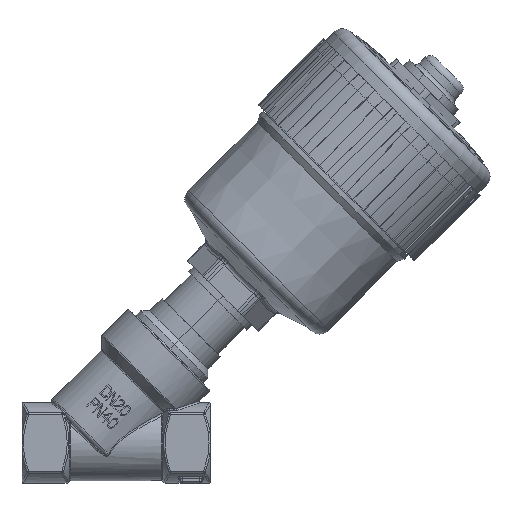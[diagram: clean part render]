
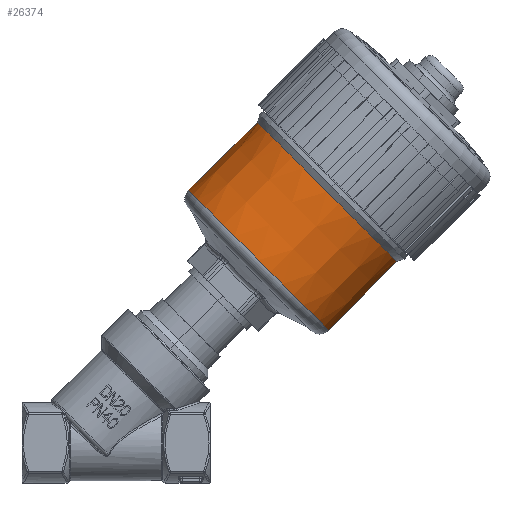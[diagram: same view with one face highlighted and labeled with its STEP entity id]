
A CAD part, top view. The second image highlights one B-rep face of the part: STEP entity #26374.
In plain terms, the highlighted conical face has half-angle 0.555 degrees and reference radius 39.304 mm.
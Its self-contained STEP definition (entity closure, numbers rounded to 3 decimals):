
#22726=DIRECTION('',(0.01,0.,1.));
#22727=VECTOR('',#22726,38.512);
#22728=CARTESIAN_POINT('',(39.118,0.,
-58.66));
#22729=LINE('',#22728,#22727);
#22764=DIRECTION('',(0.01,0.,-1.));
#22765=VECTOR('',#22764,38.512);
#22766=CARTESIAN_POINT('',(-39.491,0.,
-20.15));
#22767=LINE('',#22766,#22765);
#22925=CARTESIAN_POINT('',(0.,0.,-58.66));
#22926=DIRECTION('',(0.,0.,1.));
#22927=DIRECTION('',(-1.,0.,0.));
#22928=AXIS2_PLACEMENT_3D('',#22925,#22926,#22927);
#22938=CARTESIAN_POINT('',(0.,0.,-20.15));
#22939=DIRECTION('',(0.,0.,-1.));
#22940=DIRECTION('',(1.,0.,0.));
#22941=AXIS2_PLACEMENT_3D('',#22938,#22939,#22940);
#23999=CARTESIAN_POINT('',(39.491,0.,-20.15));
#24000=CARTESIAN_POINT('',(-39.491,0.,
-20.15));
#24001=VERTEX_POINT('',#23999);
#24002=VERTEX_POINT('',#24000);
#24007=CARTESIAN_POINT('',(-39.118,0.,
-58.66));
#24008=CARTESIAN_POINT('',(39.118,0.,
-58.66));
#24009=VERTEX_POINT('',#24007);
#24010=VERTEX_POINT('',#24008);
#26362=CARTESIAN_POINT('',(0.,0.,-39.405));
#26363=DIRECTION('',(0.,0.,1.));
#26364=DIRECTION('',(-1.,0.,0.));
#26365=AXIS2_PLACEMENT_3D('',#26362,#26363,#26364);
#26366=CONICAL_SURFACE('',#26365,39.304,0.555);
#26367=ORIENTED_EDGE('',*,*,#26329,.F.);
#26368=ORIENTED_EDGE('',*,*,#26052,.F.);
#26370=ORIENTED_EDGE('',*,*,#26369,.F.);
#26371=ORIENTED_EDGE('',*,*,#26040,.F.);
#26372=EDGE_LOOP('',(#26367,#26368,#26370,#26371));
#26373=FACE_OUTER_BOUND('',#26372,.F.);
#26374=ADVANCED_FACE('',(#26373),#26366,.T.);
#22929=CIRCLE('',#22928,39.118);
#22942=CIRCLE('',#22941,39.491);
#26040=EDGE_CURVE('',#24010,#24001,#22729,.T.);
#26052=EDGE_CURVE('',#24002,#24009,#22767,.T.);
#26329=EDGE_CURVE('',#24009,#24010,#22929,.T.);
#26369=EDGE_CURVE('',#24001,#24002,#22942,.T.);
